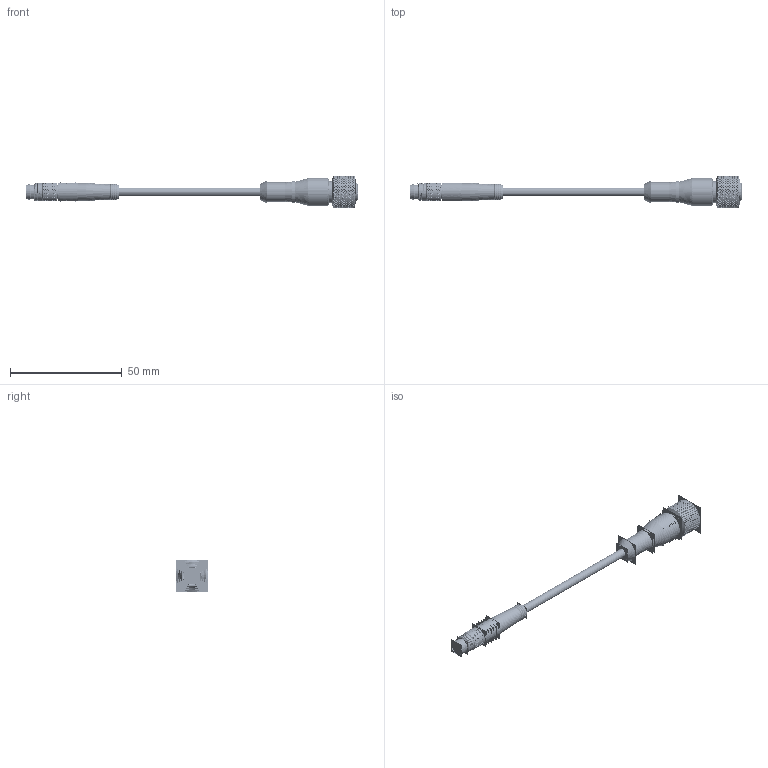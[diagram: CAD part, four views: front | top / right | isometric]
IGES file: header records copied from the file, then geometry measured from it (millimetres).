
Start section:  PTC IGES file: 246769_sm01.igs
Global section: file name: 246769_sm01.igs; native system: Creo Parametric by PTC Inc.; preprocessor: 2022414; author: banengservice; organization: Unknown; date: 20241122.114304; units: millimetre
Bounding box: 148.78 x 14.53 x 14.52 mm (x, y, z)
Volume: 5853.1 mm3; surface area: 34369.6 mm2
Topology: 3 solids, 75 shells, 11604 faces, 54168 edges, 65362 vertices
Faces by surface type: bspline 8612, revolution 2992
